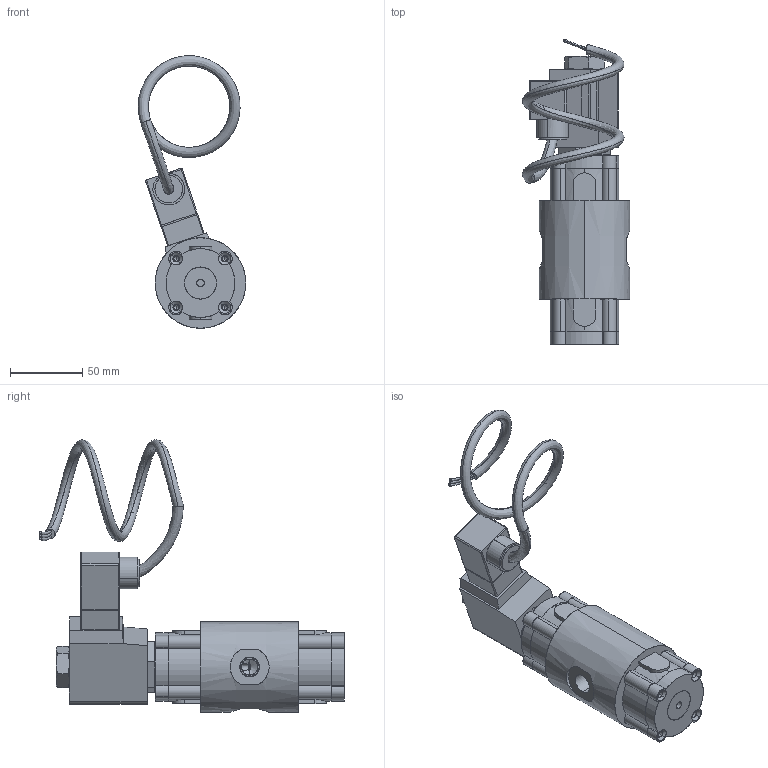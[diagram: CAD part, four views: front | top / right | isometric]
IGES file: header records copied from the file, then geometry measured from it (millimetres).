
Start section: SolidWorks IGES file using analytic representation for surfaces
Global section: file name: THP2_8.IGS; native system: SolidWorks 2014; preprocessor: SolidWorks 2014; author: ehazinski; date: 140710.094950; units: inch
Bounding box: 74.51 x 211.3 x 188.9 mm (x, y, z)
Surface area: 126009.7 mm2 (no closed solid volume)
Topology: 0 solids, 0 shells, 627 faces, 11774 edges, 11754 vertices
Faces by surface type: revolution 402, bspline 225
